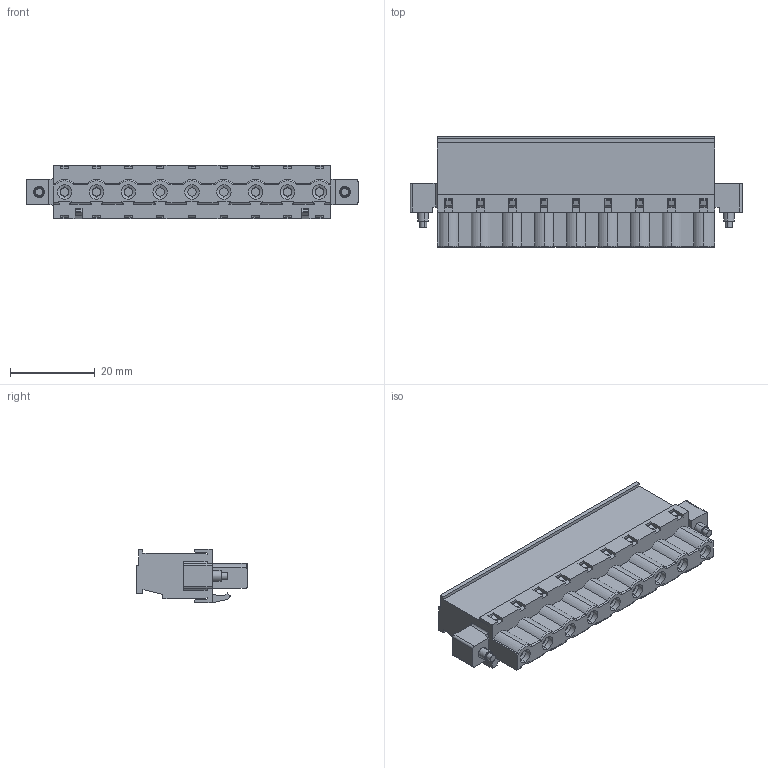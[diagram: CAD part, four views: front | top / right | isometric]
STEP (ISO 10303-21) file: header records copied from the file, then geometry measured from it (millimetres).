
FILE_DESCRIPTION( ('This file contains a STEP AP42 implementation' ,'as created by ZW3D STEP Interface translator.') ,'2;1' );
FILE_NAME( 'PF750-B09ASMW1.stp' ,'231128.16 244', (''), ('ZWCAD Software Co.'), 'Version 1.0', 'ZW3D to STEP translator', '' );
FILE_SCHEMA(('AUTOMOTIVE_DESIGN { 1 0 10303 214 1 1 1 1 }'));
Length unit declared in the file: millimetre
Products named in the file (6): 0; PF750-B09ASMW1; ____2-1979_16; ____3-18475_16; ____2-9001_12; ____3-20403_12
Assembly tree (22 placements, depth 2):
  0
  PF750-B09ASMW1
    ____2-1979_16  x9
    ____3-18475_16  x9
    ____2-9001_12  x2
    ____3-20403_12  x2
Bounding box: 78.2 x 26.1 x 12.6 mm (x, y, z)
Volume: 8536.9 mm3; surface area: 19640.7 mm2
Topology: 23 solids, 40 shells, 1665 faces, 4423 edges, 2872 vertices
Faces by surface type: plane 1229, cylinder 270, cone 92, torus 54, bspline 20
Full cylindrical faces by diameter (mm): 0.562 x1, 1.2 x1
Entity records: 48137 total; most frequent: CARTESIAN_POINT 9224, ORIENTED_EDGE 7932, DIRECTION 7283, EDGE_CURVE 3975, VECTOR 3481, LINE 3481, VERTEX_POINT 2574, AXIS2_PLACEMENT_3D 1901
